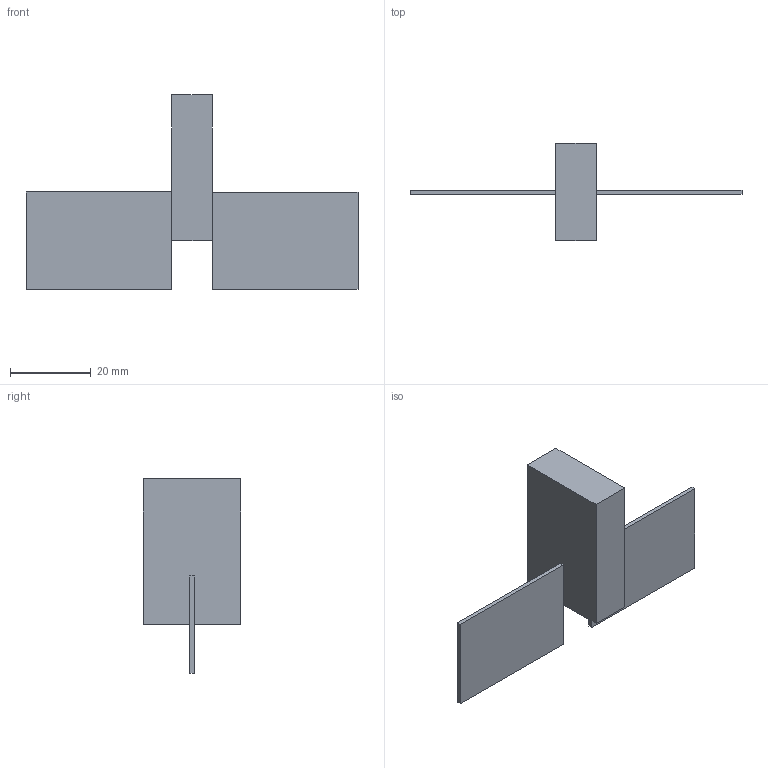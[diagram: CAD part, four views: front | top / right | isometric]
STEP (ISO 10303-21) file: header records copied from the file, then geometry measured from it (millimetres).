
FILE_DESCRIPTION (( 'STEP AP214' ), '1' );
FILE_NAME ('CubeSat.STEP', '2022-02-27T21:09:40', ( 'ruser' ), ( '' ), 'SwSTEP 2.0', 'SolidWorks 2021', '' );
FILE_SCHEMA (( 'AUTOMOTIVE_DESIGN' ));
Length unit declared in the file: millimetre
Products named in the file (3): CubeSat; Body; Panel
Assembly tree (3 placements, depth 2):
  CubeSat
    Body
    Panel  x2
Bounding box: 82 x 24 x 48 mm (x, y, z)
Volume: 10368 mm3; surface area: 6624 mm2
Topology: 3 solids, 3 shells, 18 faces, 36 edges, 24 vertices
Faces by surface type: plane 18
Entity records: 426 total; most frequent: DIRECTION 60, CARTESIAN_POINT 58, ORIENTED_EDGE 48, LINE 24, EDGE_CURVE 24, VECTOR 24, AXIS2_PLACEMENT_3D 18, VERTEX_POINT 16
